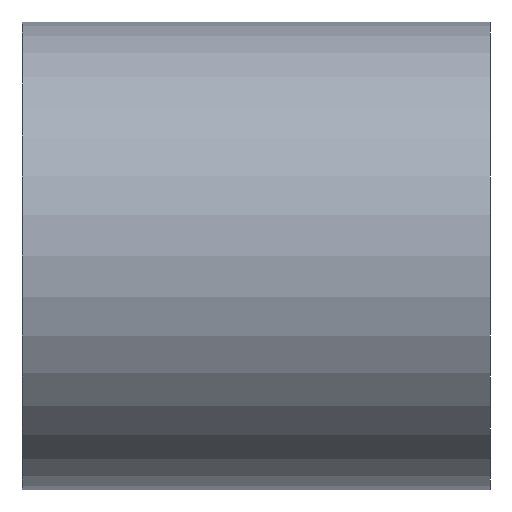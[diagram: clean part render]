
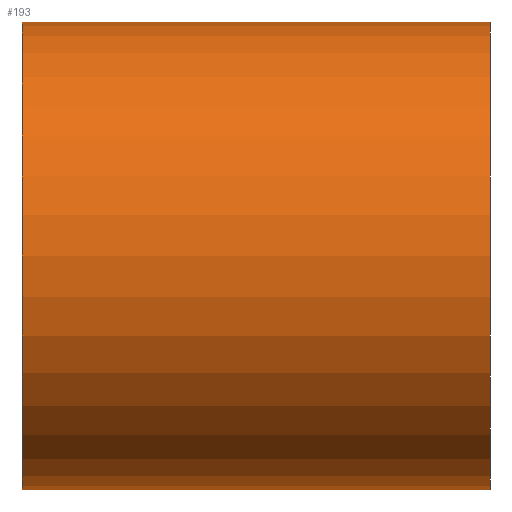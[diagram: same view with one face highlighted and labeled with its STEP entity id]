
A CAD part, left-side view. The second image highlights one B-rep face of the part: STEP entity #193.
In plain terms, the highlighted cylindrical face has radius 3.175 mm (diameter 6.35 mm), a partial arc.
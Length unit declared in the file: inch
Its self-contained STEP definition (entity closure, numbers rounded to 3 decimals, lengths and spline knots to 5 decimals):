
#4 = EDGE_CURVE ( 'NONE', #159, #164, #51, .T. ) ;
#14 = CYLINDRICAL_SURFACE ( 'NONE', #16, 0.125 ) ;
#16 = AXIS2_PLACEMENT_3D ( 'NONE', #88, #89, #90 ) ;
#17 = FACE_OUTER_BOUND ( 'NONE', #40, .T. ) ;
#26 = ORIENTED_EDGE ( 'NONE', *, *, #191, .T. ) ;
#28 = ORIENTED_EDGE ( 'NONE', *, *, #4, .F. ) ;
#29 = ORIENTED_EDGE ( 'NONE', *, *, #189, .F. ) ;
#30 = ORIENTED_EDGE ( 'NONE', *, *, #188, .T. ) ;
#40 = EDGE_LOOP ( 'NONE', ( #28, #29, #30, #26 ) ) ;
#51 = LINE ( 'NONE', #52, #183 ) ;
#52 = CARTESIAN_POINT ( 'NONE',  ( 0., 0.25, 0.125 ) ) ;
#53 = DIRECTION ( 'NONE',  ( 0., -1., 0. ) ) ;
#60 = CARTESIAN_POINT ( 'NONE',  ( 0., 0.25, 0.125 ) ) ;
#64 = CARTESIAN_POINT ( 'NONE',  ( 0., 0.25, -0.125 ) ) ;
#65 = CARTESIAN_POINT ( 'NONE',  ( 0., 0., 0.125 ) ) ;
#66 = CARTESIAN_POINT ( 'NONE',  ( 0., 0., -0.125 ) ) ;
#73 = CARTESIAN_POINT ( 'NONE',  ( 0., 0.25, 0. ) ) ;
#74 = LINE ( 'NONE', #75, #185 ) ;
#75 = CARTESIAN_POINT ( 'NONE',  ( 0., 0.25, -0.125 ) ) ;
#76 = DIRECTION ( 'NONE',  ( 0., -1., 0. ) ) ;
#77 = DIRECTION ( 'NONE',  ( 0., 1., 0. ) ) ;
#78 = DIRECTION ( 'NONE',  ( 0., 0., 1. ) ) ;
#82 = CARTESIAN_POINT ( 'NONE',  ( 0., 0., 0. ) ) ;
#83 = DIRECTION ( 'NONE',  ( 0., 1., 0. ) ) ;
#84 = DIRECTION ( 'NONE',  ( 0., 0., 1. ) ) ;
#88 = CARTESIAN_POINT ( 'NONE',  ( 0., 0.25, 0. ) ) ;
#89 = DIRECTION ( 'NONE',  ( 0., -1., 0. ) ) ;
#90 = DIRECTION ( 'NONE',  ( 0., 0., -1. ) ) ;
#159 = VERTEX_POINT ( 'NONE', #60 ) ;
#163 = VERTEX_POINT ( 'NONE', #64 ) ;
#164 = VERTEX_POINT ( 'NONE', #65 ) ;
#165 = VERTEX_POINT ( 'NONE', #66 ) ;
#178 = AXIS2_PLACEMENT_3D ( 'NONE', #73, #77, #78 ) ;
#183 = VECTOR ( 'NONE', #53, 39.37008 ) ;
#185 = VECTOR ( 'NONE', #76, 39.37008 ) ;
#188 = EDGE_CURVE ( 'NONE', #163, #165, #74, .T. ) ;
#189 = EDGE_CURVE ( 'NONE', #163, #159, #201, .T. ) ;
#191 = EDGE_CURVE ( 'NONE', #165, #164, #203, .T. ) ;
#193 = ADVANCED_FACE ( 'NONE', ( #17 ), #14, .T. ) ;
#201 = CIRCLE ( 'NONE', #178, 0.125 ) ;
#203 = CIRCLE ( 'NONE', #239, 0.125 ) ;
#239 = AXIS2_PLACEMENT_3D ( 'NONE', #82, #83, #84 ) ;
